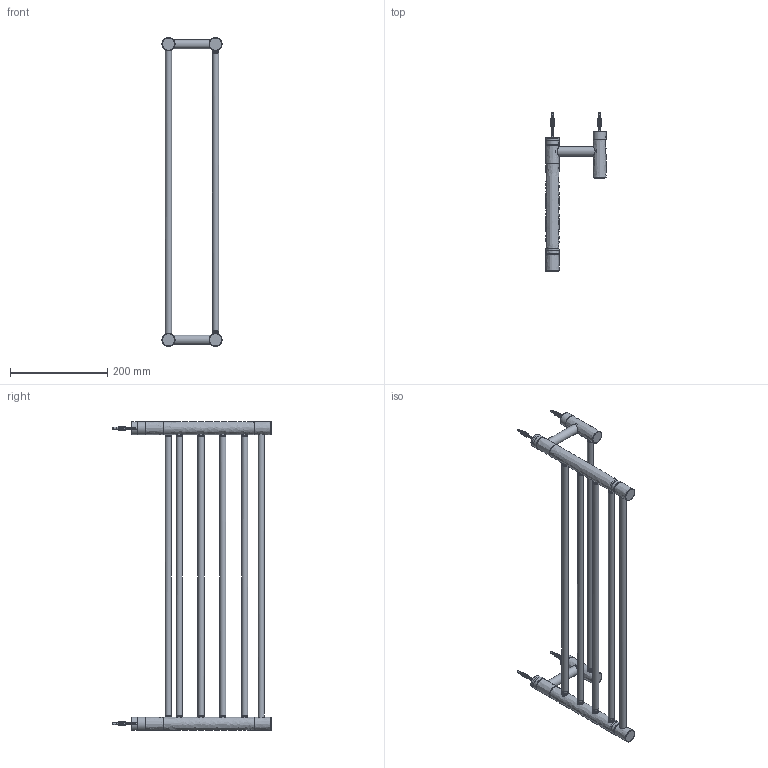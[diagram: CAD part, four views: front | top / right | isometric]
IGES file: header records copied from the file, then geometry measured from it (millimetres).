
Global section: file name: N5173-A; native system: Autodesk Inventor 2018; preprocessor: unknown; author: aduggalther; date: 20190708.074031; units: millimetre
Bounding box: 123.92 x 327.01 x 636.6 mm (x, y, z)
Volume: 335623.5 mm3; surface area: 449538.5 mm2
Topology: 52 solids, 52 shells, 1474 faces, 4200 edges, 2855 vertices
Faces by surface type: bspline 1474
